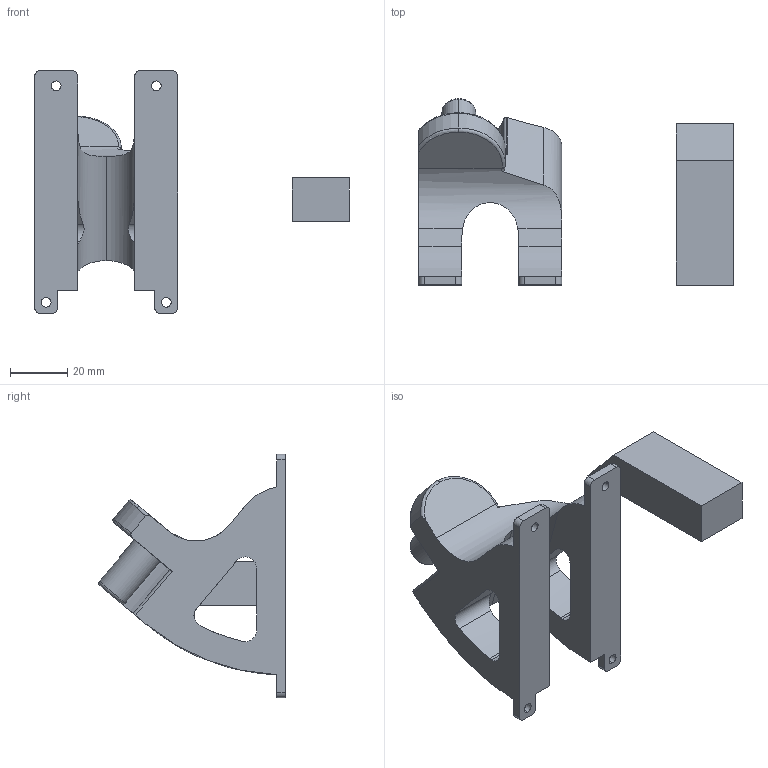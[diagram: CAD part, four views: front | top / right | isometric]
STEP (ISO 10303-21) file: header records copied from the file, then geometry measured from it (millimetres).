
FILE_DESCRIPTION (( 'STEP AP203' ), '1' );
FILE_NAME ('04_rollmount right_40°_timingbelt_v2.step', '2020-05-23T22:39:18', ( '' ), ( '' ), 'SwSTEP 2.0', 'SolidWorks 2019', '' );
FILE_SCHEMA (( 'CONFIG_CONTROL_DESIGN' ));
Length unit declared in the file: millimetre
Products named in the file (1): 04_rollmount right_40°_timingbelt_v2
Bounding box: 110 x 65.21 x 85.14 mm (x, y, z)
Volume: 86306.8 mm3; surface area: 24668 mm2
Topology: 2 solids, 2 shells, 95 faces, 264 edges, 174 vertices
Faces by surface type: cylinder 49, plane 39, torus 6, bspline 1
Entity records: 3453 total; most frequent: CARTESIAN_POINT 869, DIRECTION 535, ORIENTED_EDGE 528, EDGE_CURVE 264, AXIS2_PLACEMENT_3D 200, VERTEX_POINT 174, VECTOR 135, LINE 135
